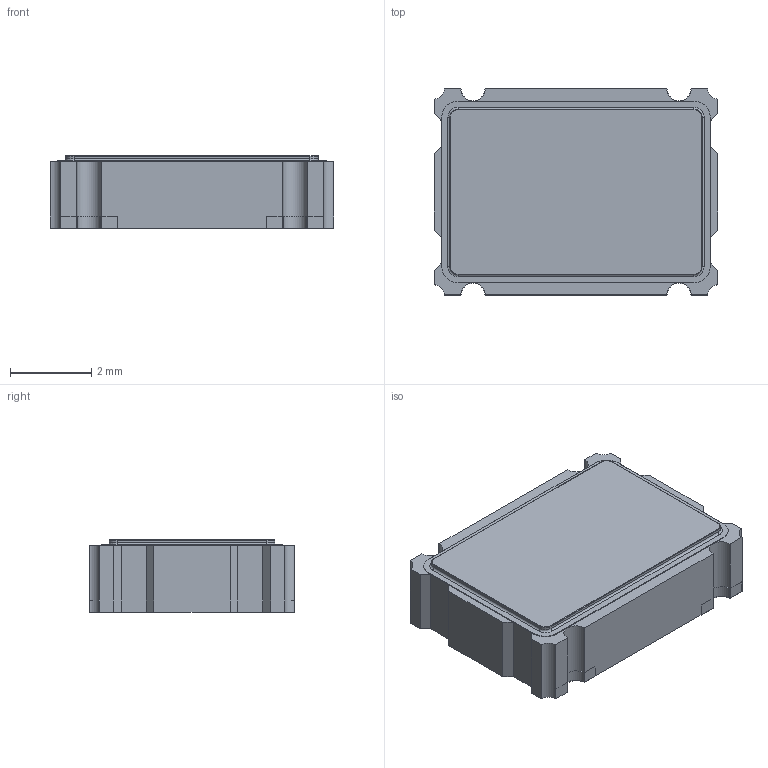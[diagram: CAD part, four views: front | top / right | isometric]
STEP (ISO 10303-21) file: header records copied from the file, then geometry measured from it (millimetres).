
FILE_DESCRIPTION (( 'STEP AP214' ), '1' );
FILE_NAME ('User Library-ASV-Oscil.STEP', '2018-10-26T01:29:30', ( '' ), ( '' ), 'SwSTEP 2.0', 'SolidWorks 2018', '' );
FILE_SCHEMA (( 'AUTOMOTIVE_DESIGN' ));
Length unit declared in the file: millimetre
Products named in the file (5): User Library-ASV-Oscil; User Library-ASV-Oscil_Fillet006; User Library-ASV-Oscil_Fillet007; User Library-ASV-Oscil_Fusion; User Library-ASV-Oscil_ASV_Oscil
Assembly tree (4 placements, depth 2):
  User Library-ASV-Oscil
    User Library-ASV-Oscil_Fusion
    User Library-ASV-Oscil_Fillet006
    User Library-ASV-Oscil_Fillet007
    User Library-ASV-Oscil_ASV_Oscil
Bounding box: 7 x 5.08 x 1.8 mm (x, y, z)
Volume: 61.6 mm3; surface area: 240 mm2
Topology: 7 solids, 7 shells, 112 faces, 275 edges, 178 vertices
Faces by surface type: plane 72, cylinder 32, bspline 8
Entity records: 4835 total; most frequent: CARTESIAN_POINT 726, DIRECTION 553, ORIENTED_EDGE 550, EDGE_CURVE 275, LINE 203, VECTOR 203, VERTEX_POINT 178, AXIS2_PLACEMENT_3D 175
